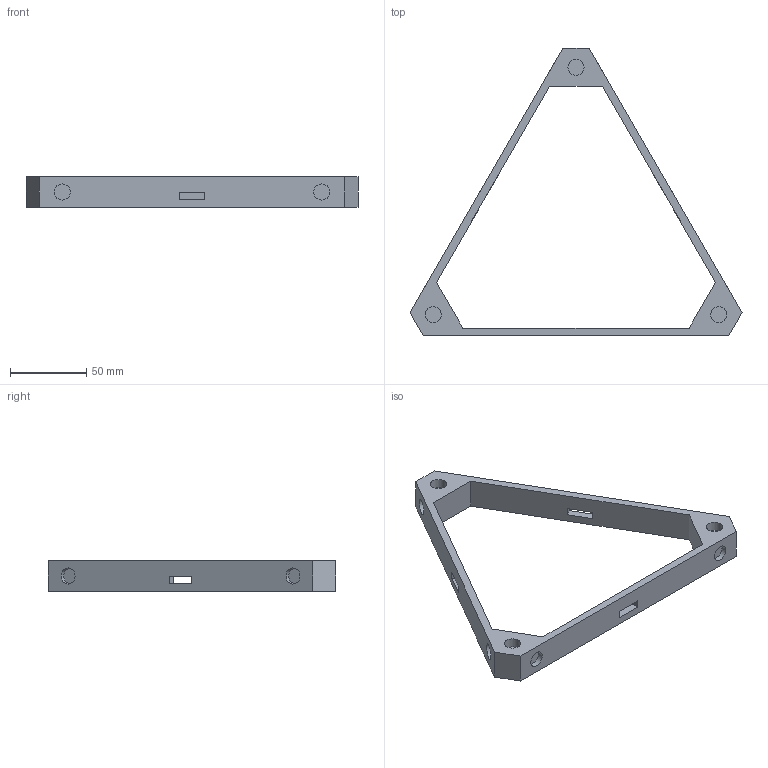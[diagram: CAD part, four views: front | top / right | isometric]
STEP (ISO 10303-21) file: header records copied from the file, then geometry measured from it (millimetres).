
FILE_DESCRIPTION(/* description */ (''),/* implementation_level */ '2;1');
FILE_NAME(/* name */ 'v2 v4.step',/* time_stamp */ '2021-05-18T13:25:26-07:00',/* author */ (''),/* organization */ (''),/* preprocessor_version */ 'ST-DEVELOPER v18.1',/* originating_system */ 'Autodesk Translation Framework v10.6.0.1341',/* authorisation */ '');
FILE_SCHEMA (('AUTOMOTIVE_DESIGN { 1 0 10303 214 3 1 1 }'));
Length unit declared in the file: millimetre
Products named in the file (1): v2
Bounding box: 217.32 x 188.21 x 20 mm (x, y, z)
Volume: 86395 mm3; surface area: 34603.7 mm2
Topology: 1 solids, 1 shells, 44 faces, 99 edges, 66 vertices
Faces by surface type: plane 35, cylinder 9
Full cylindrical faces by diameter (mm): 10.5 x9
Entity records: 1270 total; most frequent: CARTESIAN_POINT 210, DIRECTION 207, ORIENTED_EDGE 198, EDGE_CURVE 99, LINE 81, VECTOR 81, VERTEX_POINT 66, AXIS2_PLACEMENT_3D 63
